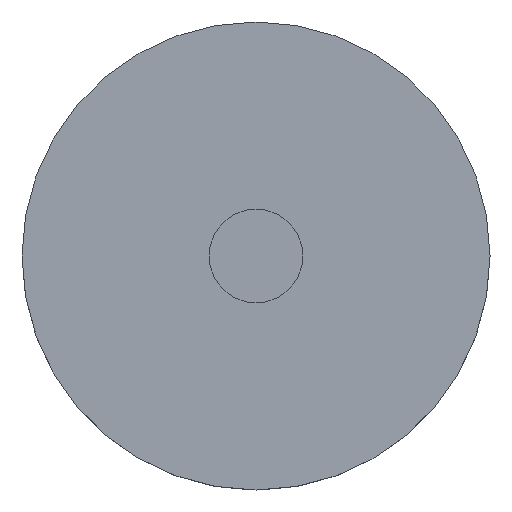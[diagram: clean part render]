
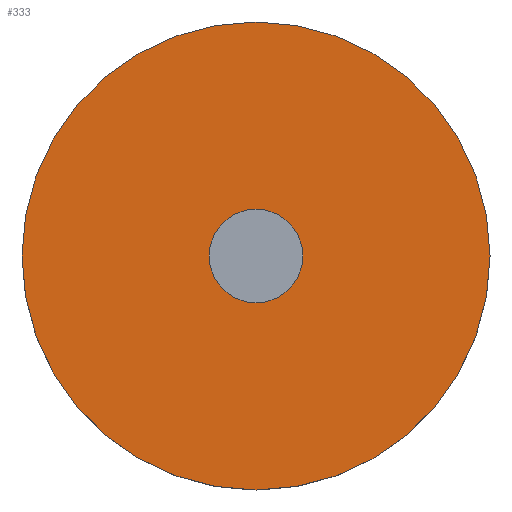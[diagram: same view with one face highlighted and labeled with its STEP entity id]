
A CAD part, front view. The second image highlights one B-rep face of the part: STEP entity #333.
In plain terms, the highlighted planar face has unit normal (0, -1, 0).
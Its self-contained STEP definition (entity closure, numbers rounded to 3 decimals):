
#11 = CIRCLE ( 'NONE', #43, 12.5 ) ;
#14 = AXIS2_PLACEMENT_3D ( 'NONE', #348, #346, #343 ) ;
#25 = AXIS2_PLACEMENT_3D ( 'NONE', #108, #121, #104 ) ;
#26 = AXIS2_PLACEMENT_3D ( 'NONE', #93, #120, #110 ) ;
#28 = CIRCLE ( 'NONE', #42, 2.5 ) ;
#42 = AXIS2_PLACEMENT_3D ( 'NONE', #222, #226, #217 ) ;
#43 = AXIS2_PLACEMENT_3D ( 'NONE', #247, #241, #242 ) ;
#57 = EDGE_LOOP ( 'NONE', ( #133, #195 ) ) ;
#63 = VERTEX_POINT ( 'NONE', #319 ) ;
#86 = EDGE_CURVE ( 'NONE', #152, #63, #11, .T. ) ;
#93 = CARTESIAN_POINT ( 'NONE',  ( 0., 0., 0. ) ) ;
#95 = EDGE_CURVE ( 'NONE', #107, #124, #28, .T. ) ;
#104 = DIRECTION ( 'NONE',  ( -1., 0., 0. ) ) ;
#107 = VERTEX_POINT ( 'NONE', #193 ) ;
#108 = CARTESIAN_POINT ( 'NONE',  ( 0., 0., 0. ) ) ;
#110 = DIRECTION ( 'NONE',  ( -1., 0., 0. ) ) ;
#113 = EDGE_LOOP ( 'NONE', ( #167, #123 ) ) ;
#120 = DIRECTION ( 'NONE',  ( 0., 1., 0. ) ) ;
#121 = DIRECTION ( 'NONE',  ( 0., 1., 0. ) ) ;
#123 = ORIENTED_EDGE ( 'NONE', *, *, #210, .F. ) ;
#124 = VERTEX_POINT ( 'NONE', #208 ) ;
#133 = ORIENTED_EDGE ( 'NONE', *, *, #209, .T. ) ;
#152 = VERTEX_POINT ( 'NONE', #178 ) ;
#167 = ORIENTED_EDGE ( 'NONE', *, *, #86, .F. ) ;
#178 = CARTESIAN_POINT ( 'NONE',  ( -12.5, 0., 0. ) ) ;
#193 = CARTESIAN_POINT ( 'NONE',  ( 2.5, 0., 0. ) ) ;
#195 = ORIENTED_EDGE ( 'NONE', *, *, #95, .T. ) ;
#196 = CIRCLE ( 'NONE', #25, 12.5 ) ;
#208 = CARTESIAN_POINT ( 'NONE',  ( -2.5, 0., 0. ) ) ;
#209 = EDGE_CURVE ( 'NONE', #124, #107, #392, .T. ) ;
#210 = EDGE_CURVE ( 'NONE', #63, #152, #196, .T. ) ;
#217 = DIRECTION ( 'NONE',  ( -1., 0., 0. ) ) ;
#222 = CARTESIAN_POINT ( 'NONE',  ( 0., 0., 0. ) ) ;
#226 = DIRECTION ( 'NONE',  ( 0., 1., 0. ) ) ;
#241 = DIRECTION ( 'NONE',  ( 0., 1., 0. ) ) ;
#242 = DIRECTION ( 'NONE',  ( -1., 0., 0. ) ) ;
#247 = CARTESIAN_POINT ( 'NONE',  ( 0., 0., 0. ) ) ;
#319 = CARTESIAN_POINT ( 'NONE',  ( 12.5, 0., 0. ) ) ;
#333 = ADVANCED_FACE ( 'NONE', ( #400, #403 ), #350, .F. ) ;
#343 = DIRECTION ( 'NONE',  ( -1., 0., 0. ) ) ;
#346 = DIRECTION ( 'NONE',  ( 0., 1., 0. ) ) ;
#348 = CARTESIAN_POINT ( 'NONE',  ( 2.5, 0., 0. ) ) ;
#350 = PLANE ( 'NONE',  #14 ) ;
#392 = CIRCLE ( 'NONE', #26, 2.5 ) ;
#400 = FACE_OUTER_BOUND ( 'NONE', #113, .T. ) ;
#403 = FACE_BOUND ( 'NONE', #57, .T. ) ;
